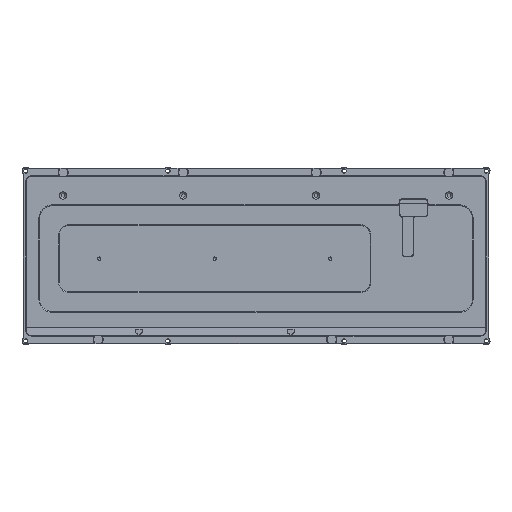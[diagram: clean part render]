
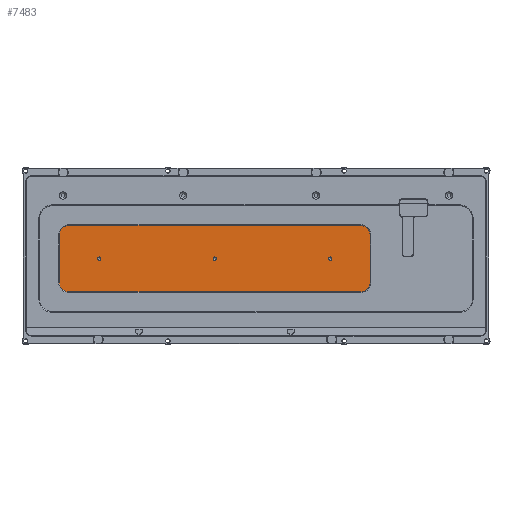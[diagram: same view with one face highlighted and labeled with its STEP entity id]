
A CAD part, top view. The second image highlights one B-rep face of the part: STEP entity #7483.
In plain terms, the highlighted planar face has unit normal (0, 0, 1).
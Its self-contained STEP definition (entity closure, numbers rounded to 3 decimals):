
#304=FACE_BOUND('',#1613,.T.);
#305=FACE_BOUND('',#1614,.T.);
#306=FACE_BOUND('',#1615,.T.);
#623=CIRCLE('',#8217,7.1);
#624=CIRCLE('',#8220,7.1);
#625=CIRCLE('',#8223,7.1);
#626=CIRCLE('',#8225,7.1);
#638=CIRCLE('',#8251,1.265);
#640=CIRCLE('',#8255,1.265);
#642=CIRCLE('',#8259,1.265);
#1149=FACE_OUTER_BOUND('',#1612,.T.);
#1612=EDGE_LOOP('',(#6479,#6480,#6481,#6482,#6483,#6484,#6485,#6486));
#1613=EDGE_LOOP('',(#6487));
#1614=EDGE_LOOP('',(#6488));
#1615=EDGE_LOOP('',(#6489));
#2283=LINE('',#13412,#2918);
#2287=LINE('',#13421,#2922);
#2292=LINE('',#13438,#2927);
#2293=LINE('',#13440,#2928);
#2918=VECTOR('',#10199,10.);
#2922=VECTOR('',#10209,10.);
#2927=VECTOR('',#10230,10.);
#2928=VECTOR('',#10233,10.);
#3613=VERTEX_POINT('',#13409);
#3614=VERTEX_POINT('',#13411);
#3615=VERTEX_POINT('',#13415);
#3616=VERTEX_POINT('',#13419);
#3617=VERTEX_POINT('',#13423);
#3618=VERTEX_POINT('',#13428);
#3619=VERTEX_POINT('',#13432);
#3620=VERTEX_POINT('',#13434);
#3631=VERTEX_POINT('',#13483);
#3634=VERTEX_POINT('',#13492);
#3637=VERTEX_POINT('',#13501);
#4621=EDGE_CURVE('',#3613,#3614,#2283,.T.);
#4624=EDGE_CURVE('',#3613,#3615,#623,.T.);
#4626=EDGE_CURVE('',#3616,#3615,#2287,.T.);
#4628=EDGE_CURVE('',#3616,#3617,#624,.T.);
#4629=EDGE_CURVE('',#3618,#3614,#625,.T.);
#4632=EDGE_CURVE('',#3620,#3619,#626,.T.);
#4634=EDGE_CURVE('',#3618,#3619,#2292,.T.);
#4635=EDGE_CURVE('',#3620,#3617,#2293,.T.);
#4656=EDGE_CURVE('',#3631,#3631,#638,.T.);
#4660=EDGE_CURVE('',#3634,#3634,#640,.T.);
#4664=EDGE_CURVE('',#3637,#3637,#642,.T.);
#6479=ORIENTED_EDGE('',*,*,#4624,.T.);
#6480=ORIENTED_EDGE('',*,*,#4626,.F.);
#6481=ORIENTED_EDGE('',*,*,#4628,.T.);
#6482=ORIENTED_EDGE('',*,*,#4635,.F.);
#6483=ORIENTED_EDGE('',*,*,#4632,.T.);
#6484=ORIENTED_EDGE('',*,*,#4634,.F.);
#6485=ORIENTED_EDGE('',*,*,#4629,.T.);
#6486=ORIENTED_EDGE('',*,*,#4621,.F.);
#6487=ORIENTED_EDGE('',*,*,#4656,.T.);
#6488=ORIENTED_EDGE('',*,*,#4660,.T.);
#6489=ORIENTED_EDGE('',*,*,#4664,.T.);
#7121=PLANE('',#8260);
#7483=ADVANCED_FACE('',(#1149,#304,#305,#306),#7121,.F.);
#8217=AXIS2_PLACEMENT_3D('',#13417,#10204,#10205);
#8220=AXIS2_PLACEMENT_3D('',#13425,#10213,#10214);
#8223=AXIS2_PLACEMENT_3D('',#13429,#10219,#10220);
#8225=AXIS2_PLACEMENT_3D('',#13435,#10225,#10226);
#8251=AXIS2_PLACEMENT_3D('',#13484,#10289,#10290);
#8255=AXIS2_PLACEMENT_3D('',#13493,#10299,#10300);
#8259=AXIS2_PLACEMENT_3D('',#13502,#10309,#10310);
#8260=AXIS2_PLACEMENT_3D('',#13504,#10312,#10313);
#10199=DIRECTION('',(0.,-1.,0.));
#10204=DIRECTION('center_axis',(0.,0.,1.));
#10205=DIRECTION('ref_axis',(0.707,0.707,0.));
#10209=DIRECTION('',(1.,0.,0.));
#10213=DIRECTION('center_axis',(0.,0.,1.));
#10214=DIRECTION('ref_axis',(-0.707,0.707,0.));
#10219=DIRECTION('center_axis',(0.,0.,1.));
#10220=DIRECTION('ref_axis',(0.707,-0.707,0.));
#10225=DIRECTION('center_axis',(0.,0.,1.));
#10226=DIRECTION('ref_axis',(-0.707,-0.707,0.));
#10230=DIRECTION('',(-1.,0.,0.));
#10233=DIRECTION('',(0.,1.,0.));
#10289=DIRECTION('center_axis',(0.,0.,-1.));
#10290=DIRECTION('ref_axis',(1.,0.,0.));
#10299=DIRECTION('center_axis',(0.,0.,-1.));
#10300=DIRECTION('ref_axis',(1.,0.,0.));
#10309=DIRECTION('center_axis',(0.,0.,-1.));
#10310=DIRECTION('ref_axis',(1.,0.,0.));
#10312=DIRECTION('center_axis',(0.,0.,-1.));
#10313=DIRECTION('ref_axis',(-1.,0.,0.));
#13409=CARTESIAN_POINT('',(259.7,-43.625,-13.1));
#13411=CARTESIAN_POINT('',(259.7,-79.438,-13.1));
#13412=CARTESIAN_POINT('',(259.7,-36.525,-13.1));
#13415=CARTESIAN_POINT('',(252.6,-36.525,-13.1));
#13417=CARTESIAN_POINT('Origin',(252.6,-43.625,-13.1));
#13419=CARTESIAN_POINT('',(32.875,-36.525,-13.1));
#13421=CARTESIAN_POINT('',(25.775,-36.525,-13.1));
#13423=CARTESIAN_POINT('',(25.775,-43.625,-13.1));
#13425=CARTESIAN_POINT('Origin',(32.875,-43.625,-13.1));
#13428=CARTESIAN_POINT('',(252.6,-86.538,-13.1));
#13429=CARTESIAN_POINT('Origin',(252.6,-79.438,-13.1));
#13432=CARTESIAN_POINT('',(32.875,-86.538,-13.1));
#13434=CARTESIAN_POINT('',(25.775,-79.438,-13.1));
#13435=CARTESIAN_POINT('Origin',(32.875,-79.438,-13.1));
#13438=CARTESIAN_POINT('',(259.7,-86.538,-13.1));
#13440=CARTESIAN_POINT('',(25.775,-86.538,-13.1));
#13483=CARTESIAN_POINT('',(228.436,-61.531,-13.1));
#13484=CARTESIAN_POINT('Origin',(229.7,-61.531,-13.1));
#13492=CARTESIAN_POINT('',(54.511,-61.531,-13.1));
#13493=CARTESIAN_POINT('Origin',(55.775,-61.531,-13.1));
#13501=CARTESIAN_POINT('',(141.473,-61.531,-13.1));
#13502=CARTESIAN_POINT('Origin',(142.738,-61.531,-13.1));
#13504=CARTESIAN_POINT('Origin',(142.738,-61.531,-13.1));
